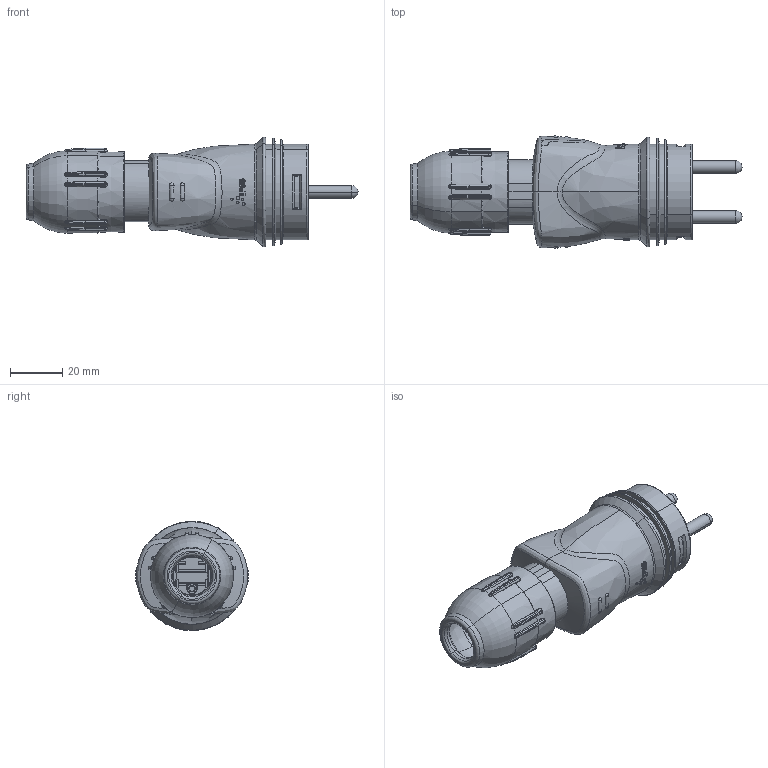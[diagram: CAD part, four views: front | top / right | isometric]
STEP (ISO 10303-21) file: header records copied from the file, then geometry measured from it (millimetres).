
FILE_DESCRIPTION(('CATIA V5 STEP Exchange','CAx-IF Rec.Pracs.--- Model Styling and Organization---1.5--- 2016-08-15','CAx-IF Rec.Pracs.---Supplemental Geometry---1.0---2011-11-01','CAx-IF Rec.Pracs.--- Composite Materials ---1.1---2010-07-15'),'2;1');
FILE_NAME('050444 _AllCATPart_AllCATPart.stp','2026-02-27T08:39:56+00:00',('none'),('none'),'CATIA Version 5-6 Release 2024 SP3','CATIA V5 STEP AP214 v3','none');
FILE_SCHEMA(('AUTOMOTIVE_DESIGN { 1 0 10303 214 1 1 1 1 }'));
Products named in the file (1): 050444 _AllCATPart_AllCATPart
Bounding box: 126.5 x 42.93 x 41.68 mm (x, y, z)
Volume: 34535.5 mm3; surface area: 33730.4 mm2
Topology: 2 solids, 6 shells, 1447 faces, 4187 edges, 2800 vertices
Faces by surface type: plane 616, bspline 364, cone 181, cylinder 139, extrusion 55, torus 52, revolution 20, sphere 20
Entity records: 72865 total; most frequent: CARTESIAN_POINT 41249, ORIENTED_EDGE 8342, EDGE_CURVE 4171, DIRECTION 3507, VERTEX_POINT 2800, B_SPLINE_CURVE_WITH_KNOTS 2346, EDGE_LOOP 1529, ADVANCED_FACE 1447
